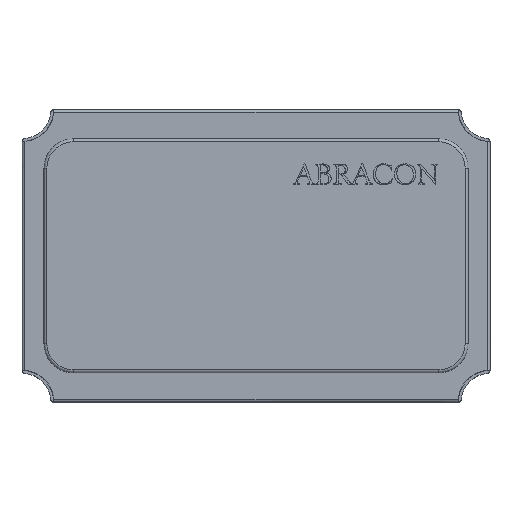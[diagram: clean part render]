
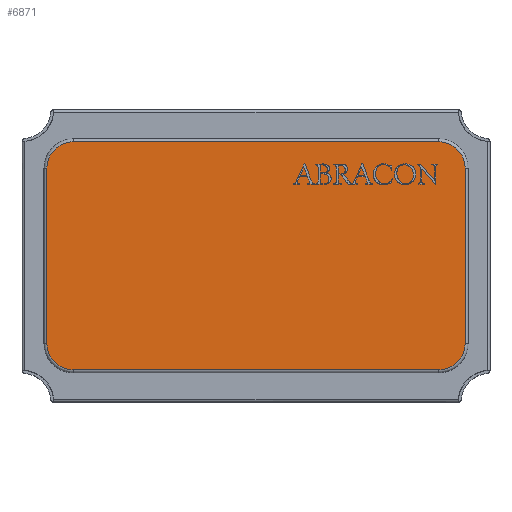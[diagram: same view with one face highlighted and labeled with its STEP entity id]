
A CAD part, top view. The second image highlights one B-rep face of the part: STEP entity #6871.
In plain terms, the highlighted planar face has unit normal (0, 0, 1).
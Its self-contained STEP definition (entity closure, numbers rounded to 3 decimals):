
#745=PLANE('',#7145);
#1099=FACE_OUTER_BOUND('',#1479,.T.);
#1479=EDGE_LOOP('',(#6344,#6345,#6346,#6347,#6348,#6349,#6350,#6351));
#2034=LINE('',#12030,#2611);
#2036=LINE('',#12042,#2613);
#2038=LINE('',#12054,#2615);
#2039=LINE('',#12062,#2616);
#2611=VECTOR('',#8150,1.25);
#2613=VECTOR('',#8164,0.6);
#2615=VECTOR('',#8178,1.25);
#2616=VECTOR('',#8189,0.6);
#2715=CIRCLE('',#7119,0.09);
#2721=CIRCLE('',#7127,0.09);
#2725=CIRCLE('',#7133,0.09);
#2729=CIRCLE('',#7139,0.09);
#3367=VERTEX_POINT('',#12018);
#3368=VERTEX_POINT('',#12020);
#3370=VERTEX_POINT('',#12026);
#3372=VERTEX_POINT('',#12032);
#3374=VERTEX_POINT('',#12038);
#3376=VERTEX_POINT('',#12044);
#3378=VERTEX_POINT('',#12050);
#3380=VERTEX_POINT('',#12056);
#4353=EDGE_CURVE('',#3367,#3368,#2715,.T.);
#4358=EDGE_CURVE('',#3368,#3370,#2034,.T.);
#4361=EDGE_CURVE('',#3370,#3372,#2721,.T.);
#4364=EDGE_CURVE('',#3372,#3374,#2036,.T.);
#4367=EDGE_CURVE('',#3374,#3376,#2725,.T.);
#4370=EDGE_CURVE('',#3376,#3378,#2038,.T.);
#4373=EDGE_CURVE('',#3378,#3380,#2729,.T.);
#4374=EDGE_CURVE('',#3380,#3367,#2039,.T.);
#6344=ORIENTED_EDGE('',*,*,#4353,.F.);
#6345=ORIENTED_EDGE('',*,*,#4374,.F.);
#6346=ORIENTED_EDGE('',*,*,#4373,.F.);
#6347=ORIENTED_EDGE('',*,*,#4370,.F.);
#6348=ORIENTED_EDGE('',*,*,#4367,.F.);
#6349=ORIENTED_EDGE('',*,*,#4364,.F.);
#6350=ORIENTED_EDGE('',*,*,#4361,.F.);
#6351=ORIENTED_EDGE('',*,*,#4358,.F.);
#6871=ADVANCED_FACE('',(#1099),#745,.T.);
#7119=AXIS2_PLACEMENT_3D('',#12021,#8139,#8140);
#7127=AXIS2_PLACEMENT_3D('',#12036,#8157,#8158);
#7133=AXIS2_PLACEMENT_3D('',#12048,#8171,#8172);
#7139=AXIS2_PLACEMENT_3D('',#12060,#8185,#8186);
#7145=AXIS2_PLACEMENT_3D('',#12073,#8204,#8205);
#8139=DIRECTION('center_axis',(0.,0.,-1.));
#8140=DIRECTION('ref_axis',(0.707,-0.707,0.));
#8150=DIRECTION('',(-1.,0.,0.));
#8157=DIRECTION('center_axis',(0.,0.,-1.));
#8158=DIRECTION('ref_axis',(-0.707,-0.707,0.));
#8164=DIRECTION('',(0.,1.,0.));
#8171=DIRECTION('center_axis',(0.,0.,-1.));
#8172=DIRECTION('ref_axis',(-0.707,0.707,0.));
#8178=DIRECTION('',(1.,0.,0.));
#8185=DIRECTION('center_axis',(0.,0.,-1.));
#8186=DIRECTION('ref_axis',(0.707,0.707,0.));
#8189=DIRECTION('',(0.,-1.,0.));
#8204=DIRECTION('center_axis',(0.,0.,1.));
#8205=DIRECTION('ref_axis',(1.,0.,0.));
#12018=CARTESIAN_POINT('',(0.74,-0.3,0.5));
#12020=CARTESIAN_POINT('',(0.65,-0.39,0.5));
#12021=CARTESIAN_POINT('Origin',(0.65,-0.3,0.5));
#12026=CARTESIAN_POINT('',(-0.6,-0.39,0.5));
#12030=CARTESIAN_POINT('',(0.375,-0.39,0.5));
#12032=CARTESIAN_POINT('',(-0.69,-0.3,0.5));
#12036=CARTESIAN_POINT('Origin',(-0.6,-0.3,0.5));
#12038=CARTESIAN_POINT('',(-0.69,0.3,0.5));
#12042=CARTESIAN_POINT('',(-0.69,-0.2,0.5));
#12044=CARTESIAN_POINT('',(-0.6,0.39,0.5));
#12048=CARTESIAN_POINT('Origin',(-0.6,0.3,0.5));
#12050=CARTESIAN_POINT('',(0.65,0.39,0.5));
#12054=CARTESIAN_POINT('',(-0.35,0.39,0.5));
#12056=CARTESIAN_POINT('',(0.74,0.3,0.5));
#12060=CARTESIAN_POINT('Origin',(0.65,0.3,0.5));
#12062=CARTESIAN_POINT('',(0.74,0.2,0.5));
#12073=CARTESIAN_POINT('Origin',(0.,0.,0.5));
